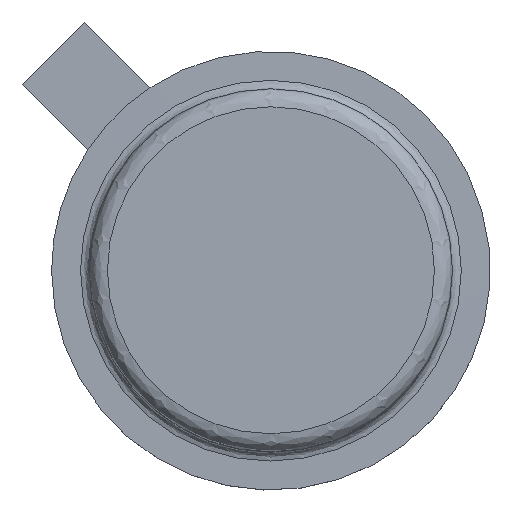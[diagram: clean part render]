
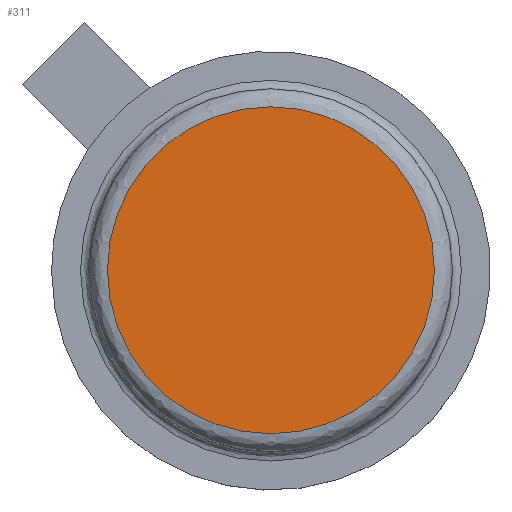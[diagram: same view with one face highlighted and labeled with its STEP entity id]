
A CAD part, top view. The second image highlights one B-rep face of the part: STEP entity #311.
In plain terms, the highlighted planar face has unit normal (0, 0, 1).
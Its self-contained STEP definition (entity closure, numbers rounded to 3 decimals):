
#62=DIRECTION('',(0.,0.,1.));
#296=ORIENTED_EDGE('',*,*,#297,.T.);
#297=EDGE_CURVE('',#298,#298,#300,.T.);
#298=VERTEX_POINT('',#299);
#299=CARTESIAN_POINT('',(-0.892,0.,8.8));
#300=CIRCLE('',#301,2.162);
#301=AXIS2_PLACEMENT_3D('',#302,#62,#303);
#302=CARTESIAN_POINT('',(1.27,0.,8.8));
#303=DIRECTION('',(-1.,0.,0.));
#311=ADVANCED_FACE('',(#312),#314,.T.);
#312=FACE_BOUND('',#313,.T.);
#313=EDGE_LOOP('',(#296));
#314=PLANE('',#301);
